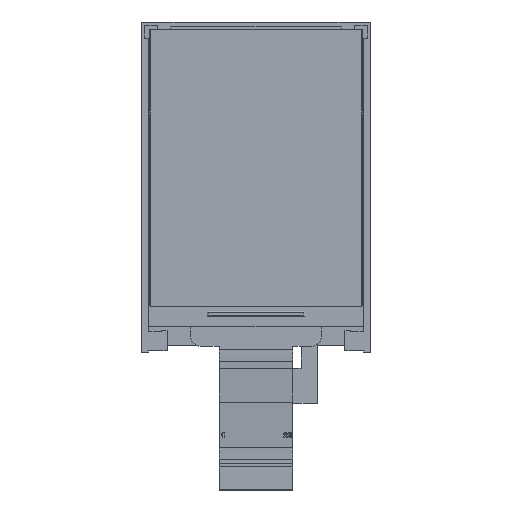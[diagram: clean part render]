
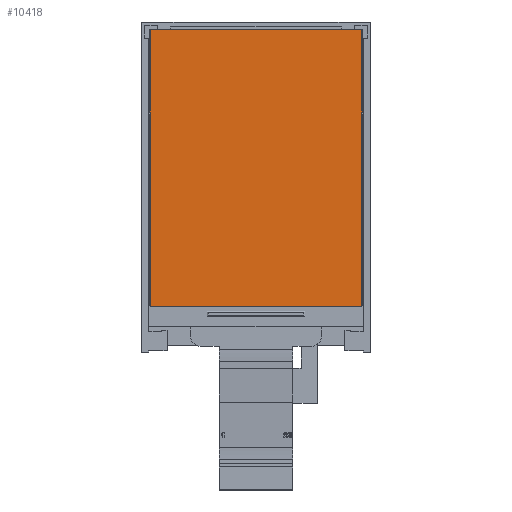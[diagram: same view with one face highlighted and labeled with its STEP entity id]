
A CAD part, top view. The second image highlights one B-rep face of the part: STEP entity #10418.
In plain terms, the highlighted planar face has unit normal (0, 0, 1).
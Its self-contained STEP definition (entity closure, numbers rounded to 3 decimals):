
#2512=ORIENTED_EDGE('',*,*,#3552,.F.);
#2513=ORIENTED_EDGE('',*,*,#3562,.F.);
#2514=ORIENTED_EDGE('',*,*,#3559,.F.);
#2515=ORIENTED_EDGE('',*,*,#3556,.F.);
#3552=EDGE_CURVE('',#4255,#4256,#4985,.T.);
#3556=EDGE_CURVE('',#4256,#4259,#4989,.T.);
#3559=EDGE_CURVE('',#4259,#4261,#4992,.T.);
#3562=EDGE_CURVE('',#4261,#4255,#4995,.T.);
#4255=VERTEX_POINT('',#17482);
#4256=VERTEX_POINT('',#17483);
#4259=VERTEX_POINT('',#17491);
#4261=VERTEX_POINT('',#17497);
#4985=LINE('',#17481,#5719);
#4989=LINE('',#17490,#5723);
#4992=LINE('',#17496,#5726);
#4995=LINE('',#17502,#5729);
#5719=VECTOR('',#12343,1000.);
#5723=VECTOR('',#12349,1000.);
#5726=VECTOR('',#12354,1000.);
#5729=VECTOR('',#12359,1000.);
#6201=EDGE_LOOP('',(#2512,#2513,#2514,#2515));
#6672=FACE_BOUND('',#6201,.T.);
#7046=PLANE('',#10841);
#10418=ADVANCED_FACE('',(#6672),#7046,.F.);
#10841=AXIS2_PLACEMENT_3D('',#17505,#12363,#12364);
#12343=DIRECTION('',(0.,1.,0.));
#12349=DIRECTION('',(1.,0.,0.));
#12354=DIRECTION('',(0.,-1.,0.));
#12359=DIRECTION('',(-1.,0.,0.));
#12363=DIRECTION('',(0.,0.,-1.));
#12364=DIRECTION('',(-1.,0.,0.));
#17481=CARTESIAN_POINT('',(-16.554,7.239,2.394));
#17482=CARTESIAN_POINT('',(-16.554,7.239,2.394));
#17483=CARTESIAN_POINT('',(-16.554,50.419,2.394));
#17490=CARTESIAN_POINT('',(-16.554,50.419,2.394));
#17491=CARTESIAN_POINT('',(16.554,50.419,2.394));
#17496=CARTESIAN_POINT('',(16.554,50.419,2.394));
#17497=CARTESIAN_POINT('',(16.554,7.239,2.394));
#17502=CARTESIAN_POINT('',(16.554,7.239,2.394));
#17505=CARTESIAN_POINT('',(0.,0.,2.394));
